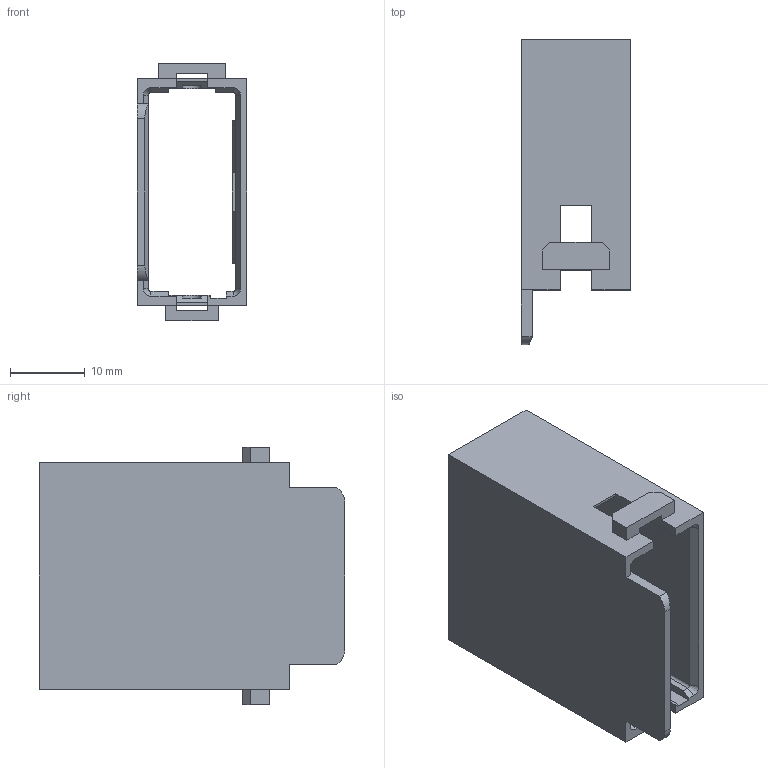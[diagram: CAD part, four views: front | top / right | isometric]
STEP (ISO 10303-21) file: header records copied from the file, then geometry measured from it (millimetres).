
FILE_DESCRIPTION((''),'2;1');
FILE_NAME('HMB_C-M-0921','2018-02-26T12:01:23',('sx.huang'),(''),'CREO PARAMETRIC BY PTC INC, 2016510','CREO PARAMETRIC BY PTC INC, 2016510','');
FILE_SCHEMA(('AUTOMOTIVE_DESIGN { 1 0 10303 214 1 1 1 1 }'));
Length unit declared in the file: millimetre
Products named in the file (1): HMB_C-M-0921
Bounding box: 14.6 x 40.85 x 34.4 mm (x, y, z)
Volume: 4247.4 mm3; surface area: 6299.7 mm2
Topology: 1 solids, 1 shells, 100 faces, 302 edges, 198 vertices
Faces by surface type: plane 83, cylinder 13, cone 4
Entity records: 4475 total; most frequent: CARTESIAN_POINT 615, ORIENTED_EDGE 604, DIRECTION 545, PRESENTATION_STYLE_ASSIGNMENT 303, STYLED_ITEM 303, CURVE_STYLE 302, EDGE_CURVE 302, VECTOR 268
